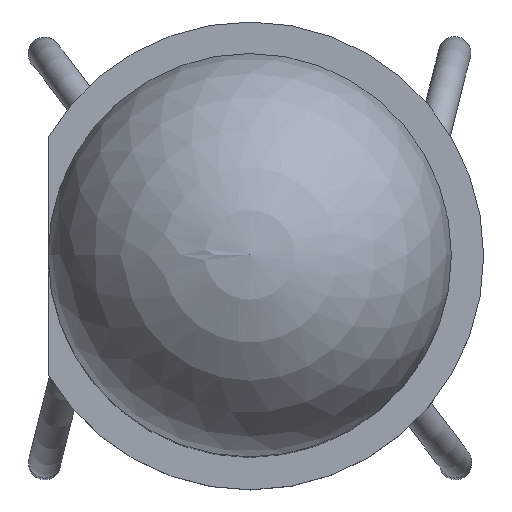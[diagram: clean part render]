
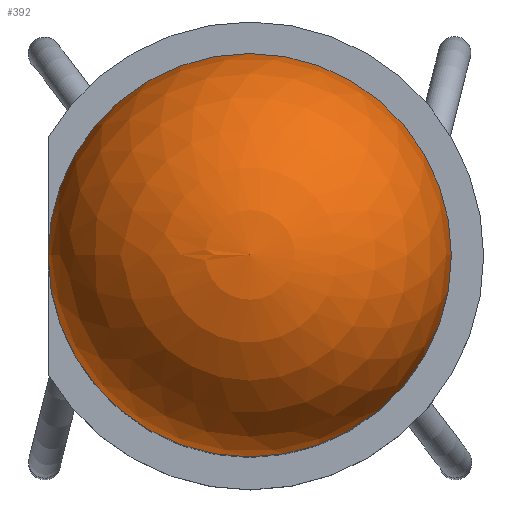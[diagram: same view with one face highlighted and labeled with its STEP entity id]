
A CAD part, top view. The second image highlights one B-rep face of the part: STEP entity #392.
In plain terms, the highlighted spherical face has radius 2.5 mm.
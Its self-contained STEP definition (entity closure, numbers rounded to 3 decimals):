
#269 = VERTEX_POINT('',#270);
#270 = CARTESIAN_POINT('',(-2.5,0.,6.1));
#276 = EDGE_CURVE('',#269,#269,#277,.T.);
#277 = CIRCLE('',#278,2.5);
#278 = AXIS2_PLACEMENT_3D('',#279,#280,#281);
#279 = CARTESIAN_POINT('',(0.,0.,6.1));
#280 = DIRECTION('',(0.,0.,1.));
#281 = DIRECTION('',(-1.,0.,0.));
#392 = ADVANCED_FACE('',(#393),#406,.T.);
#393 = FACE_BOUND('',#394,.F.);
#394 = EDGE_LOOP('',(#395,#404,#405));
#395 = ORIENTED_EDGE('',*,*,#396,.T.);
#396 = EDGE_CURVE('',#397,#269,#399,.T.);
#397 = VERTEX_POINT('',#398);
#398 = CARTESIAN_POINT('',(0.,0.,8.6));
#399 = CIRCLE('',#400,2.5);
#400 = AXIS2_PLACEMENT_3D('',#401,#402,#403);
#401 = CARTESIAN_POINT('',(0.,0.,6.1));
#402 = DIRECTION('',(0.,-1.,0.));
#403 = DIRECTION('',(1.,0.,0.));
#404 = ORIENTED_EDGE('',*,*,#276,.F.);
#405 = ORIENTED_EDGE('',*,*,#396,.F.);
#406 = SPHERICAL_SURFACE('',#407,2.5);
#407 = AXIS2_PLACEMENT_3D('',#408,#409,#410);
#408 = CARTESIAN_POINT('',(0.,0.,6.1));
#409 = DIRECTION('',(-0.,0.,-1.));
#410 = DIRECTION('',(-1.,0.,0.));
